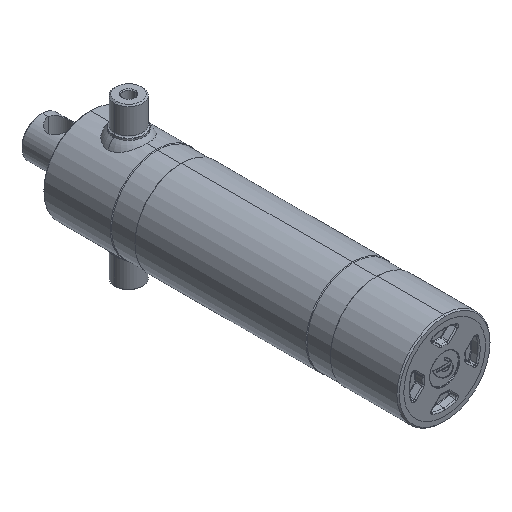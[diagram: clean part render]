
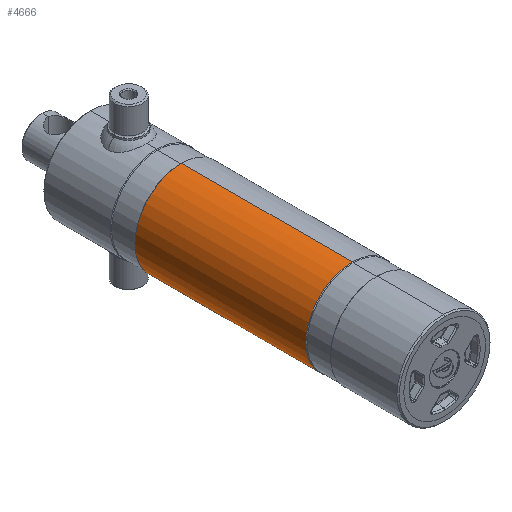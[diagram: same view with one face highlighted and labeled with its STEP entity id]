
A CAD part, isometric view. The second image highlights one B-rep face of the part: STEP entity #4666.
In plain terms, the highlighted cylindrical face has radius 75.75 mm (diameter 151.5 mm), a partial arc.
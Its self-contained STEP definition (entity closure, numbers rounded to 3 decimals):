
#66 = DIRECTION ( 'NONE',  ( 0., 1., 0. ) ) ;
#658 = CARTESIAN_POINT ( 'NONE',  ( 0., 150., -75.75 ) ) ;
#730 = VERTEX_POINT ( 'NONE', #3409 ) ;
#758 = VECTOR ( 'NONE', #9055, 1000. ) ;
#833 = LINE ( 'NONE', #4596, #758 ) ;
#1131 = DIRECTION ( 'NONE',  ( 0., 1., 0. ) ) ;
#1170 = EDGE_CURVE ( 'NONE', #8249, #9606, #2502, .T. ) ;
#1596 = CARTESIAN_POINT ( 'NONE',  ( 0., 522.61, -75.75 ) ) ;
#2347 = CARTESIAN_POINT ( 'NONE',  ( 0., 428., 0. ) ) ;
#2502 = CIRCLE ( 'NONE', #4200, 75.75 ) ;
#2503 = AXIS2_PLACEMENT_3D ( 'NONE', #2706, #1131, #8056 ) ;
#2706 = CARTESIAN_POINT ( 'NONE',  ( 0., 522.61, 0. ) ) ;
#2848 = CYLINDRICAL_SURFACE ( 'NONE', #2503, 75.75 ) ;
#2941 = FACE_OUTER_BOUND ( 'NONE', #4692, .T. ) ;
#3149 = DIRECTION ( 'NONE',  ( 0., 0., 1. ) ) ;
#3157 = ORIENTED_EDGE ( 'NONE', *, *, #6743, .F. ) ;
#3409 = CARTESIAN_POINT ( 'NONE',  ( 0., 428., -75.75 ) ) ;
#3428 = ORIENTED_EDGE ( 'NONE', *, *, #1170, .T. ) ;
#3567 = ORIENTED_EDGE ( 'NONE', *, *, #5375, .T. ) ;
#3770 = ORIENTED_EDGE ( 'NONE', *, *, #8346, .F. ) ;
#4200 = AXIS2_PLACEMENT_3D ( 'NONE', #6413, #6509, #9485 ) ;
#4596 = CARTESIAN_POINT ( 'NONE',  ( 0., 522.61, 75.75 ) ) ;
#4666 = ADVANCED_FACE ( 'NONE', ( #2941 ), #2848, .T. ) ;
#4692 = EDGE_LOOP ( 'NONE', ( #3157, #3428, #3567, #3770 ) ) ;
#5117 = LINE ( 'NONE', #1596, #5122 ) ;
#5122 = VECTOR ( 'NONE', #66, 1000. ) ;
#5375 = EDGE_CURVE ( 'NONE', #9606, #6492, #833, .T. ) ;
#5696 = CIRCLE ( 'NONE', #5874, 75.75 ) ;
#5874 = AXIS2_PLACEMENT_3D ( 'NONE', #2347, #7716, #3149 ) ;
#6413 = CARTESIAN_POINT ( 'NONE',  ( 0., 150., 0. ) ) ;
#6492 = VERTEX_POINT ( 'NONE', #7648 ) ;
#6509 = DIRECTION ( 'NONE',  ( 0., 1., 0. ) ) ;
#6743 = EDGE_CURVE ( 'NONE', #8249, #730, #5117, .T. ) ;
#7648 = CARTESIAN_POINT ( 'NONE',  ( 0., 428., 75.75 ) ) ;
#7716 = DIRECTION ( 'NONE',  ( 0., 1., 0. ) ) ;
#8056 = DIRECTION ( 'NONE',  ( 0., 0., 1. ) ) ;
#8249 = VERTEX_POINT ( 'NONE', #658 ) ;
#8346 = EDGE_CURVE ( 'NONE', #730, #6492, #5696, .T. ) ;
#9055 = DIRECTION ( 'NONE',  ( 0., 1., 0. ) ) ;
#9485 = DIRECTION ( 'NONE',  ( 0., 0., 1. ) ) ;
#9583 = CARTESIAN_POINT ( 'NONE',  ( 0., 150., 75.75 ) ) ;
#9606 = VERTEX_POINT ( 'NONE', #9583 ) ;
